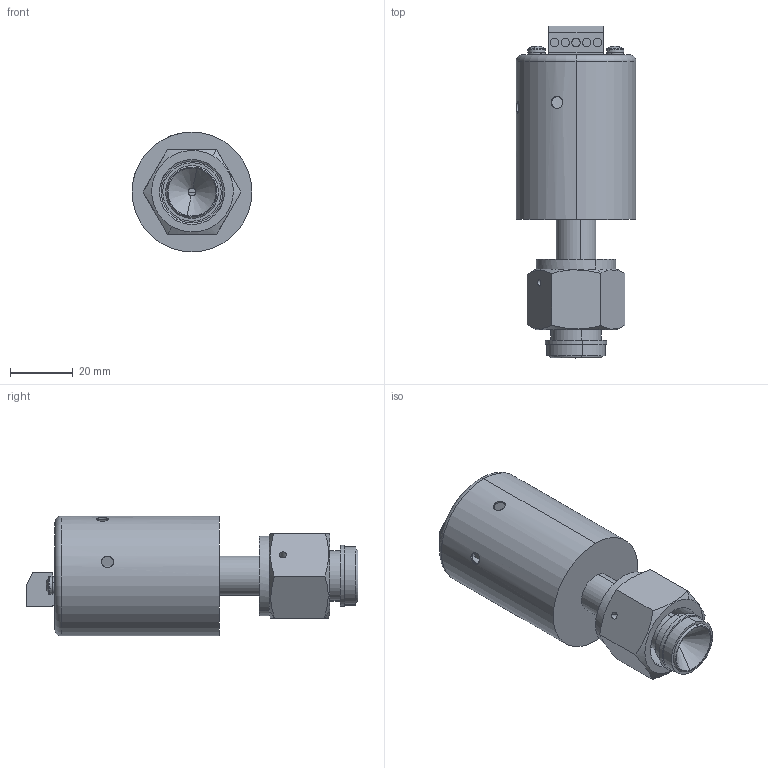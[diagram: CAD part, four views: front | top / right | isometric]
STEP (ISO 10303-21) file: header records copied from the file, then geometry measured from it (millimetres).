
FILE_DESCRIPTION (( 'STEP AP203' ), '1' );
FILE_NAME ('SO730XXXXXXD8XXT1X_1.STEP', '2013-07-24T12:31:25', ( '' ), ( '' ), 'SwSTEP 2.0', 'SolidWorks 2012', '' );
FILE_SCHEMA (( 'CONFIG_CONTROL_DESIGN' ));
Length unit declared in the file: inch
Products named in the file (1): SO730XXXXXXD8XXT1X_1
Bounding box: 38.1 x 105.66 x 38.1 mm (x, y, z)
Volume: 21628.6 mm3; surface area: 26948.2 mm2
Topology: 2 solids, 6 shells, 385 faces, 923 edges, 573 vertices
Faces by surface type: plane 247, cylinder 98, cone 24, torus 12, sphere 4
Entity records: 11632 total; most frequent: CARTESIAN_POINT 2498, DIRECTION 1893, ORIENTED_EDGE 1838, EDGE_CURVE 919, AXIS2_PLACEMENT_3D 648, LINE 597, VECTOR 597, VERTEX_POINT 573
